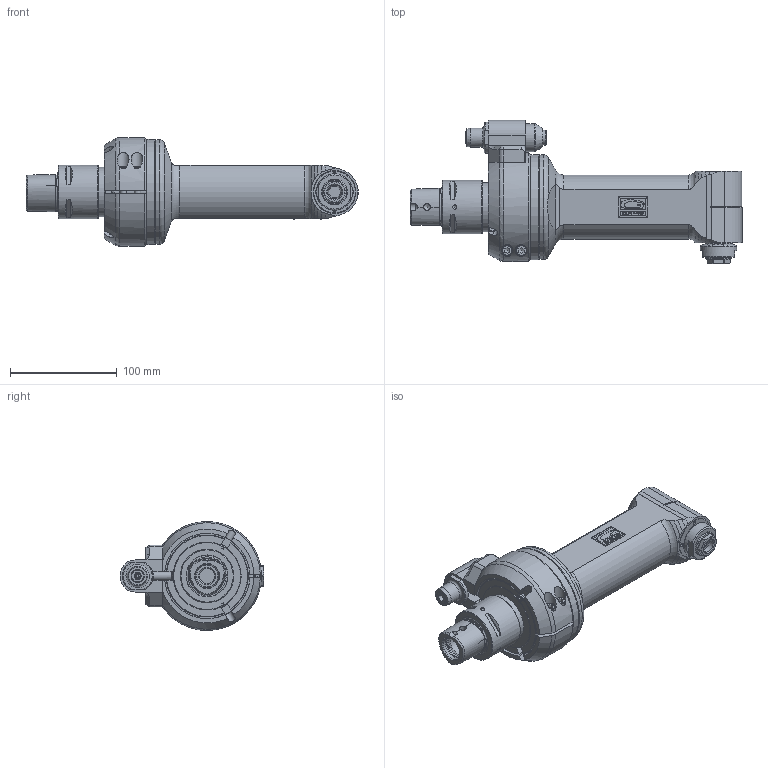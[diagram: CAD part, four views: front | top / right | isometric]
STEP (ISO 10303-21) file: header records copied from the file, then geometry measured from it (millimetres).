
FILE_DESCRIPTION(/* description */ (''),/* implementation_level */ '2;1');
FILE_NAME(/* name */ '9.F90.10L00-1C6.stp',/* time_stamp */ '2023-04-18T13:55:39-04:00',/* author */ ('jkrenzer'),/* organization */ (''),/* preprocessor_version */ 'ST-DEVELOPER v18.1',/* originating_system */ 'Autodesk Inventor 2022',/* authorisation */ '');
FILE_SCHEMA (('AUTOMOTIVE_DESIGN { 1 0 10303 214 3 1 1 }'));
Products named in the file (3): 9.F90.10L00-1C6; 9_GA1_656_2  (Type 1, Capto C6, 65mm); 9_F90_10L00
Assembly tree (2 placements, depth 2):
  9.F90.10L00-1C6
    9_GA1_656_2  (Type 1, Capto C6, 65mm)
    9_F90_10L00
Bounding box: 310.92 x 134.25 x 101.99 mm (x, y, z)
Volume: 1060774.2 mm3; surface area: 156524 mm2
Topology: 7 solids, 7 shells, 600 faces, 1710 edges, 1190 vertices
Faces by surface type: plane 274, cylinder 149, cone 132, torus 27, bspline 16, sphere 2
Full cylindrical faces by diameter (mm): 2.5 x3, 2.6 x2, 3 x2, 3.2 x8, 4 x1, 4.2 x2, 5 x2, 6 x4, 6.1 x2, 6.5 x1, 7 x1, 8 x2, 8.5 x20, 10 x4, 10.4 x2, 11 x2, 12 x2, 12.5 x1, 13 x1, 14 x1, 14.5 x1, 16.5 x1, 17.943 x1, 18 x1, 21 x2, 23 x1, 24 x2, 24.5 x1, 25 x1, 25.3 x1
Entity records: 63119 total; most frequent: CARTESIAN_POINT 47760, ORIENTED_EDGE 3348, DIRECTION 2987, EDGE_CURVE 1674, VERTEX_POINT 1189, AXIS2_PLACEMENT_3D 1080, LINE 827, VECTOR 827
